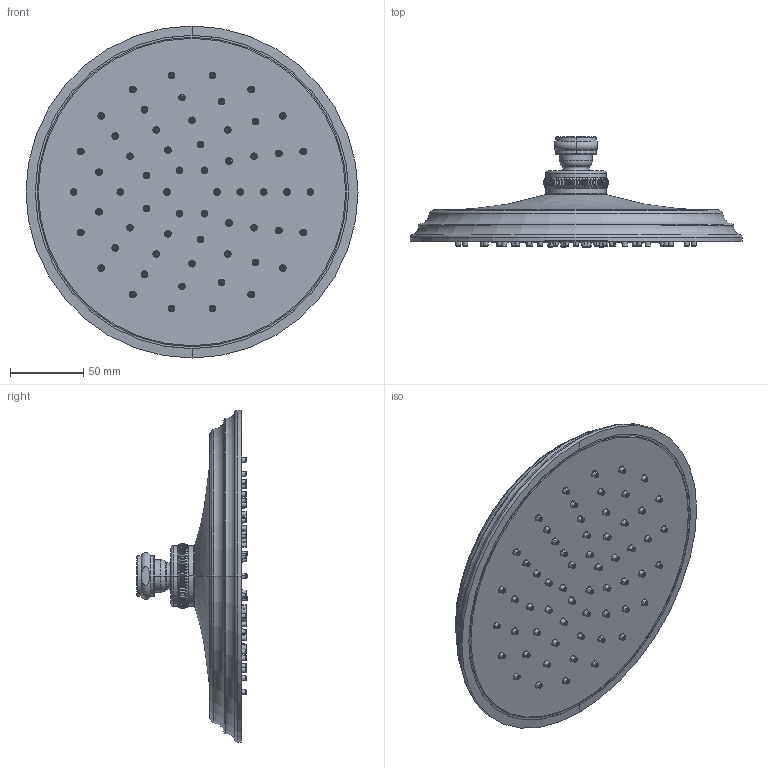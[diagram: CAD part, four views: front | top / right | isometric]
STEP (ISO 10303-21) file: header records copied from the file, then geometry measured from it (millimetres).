
FILE_DESCRIPTION((''),'2;1');
FILE_NAME('2152','2021-03-17T09:02:05',('rsmith'),(''),'CREO PARAMETRIC BY PTC INC, 2018400','CREO PARAMETRIC BY PTC INC, 2018400','');
FILE_SCHEMA(('AUTOMOTIVE_DESIGN { 1 0 10303 214 1 1 1 1 }'));
Length unit declared in the file: inch
Products named in the file (1): 2152
Bounding box: 226.57 x 75.13 x 226.57 mm (x, y, z)
Volume: 871975.7 mm3; surface area: 103567.8 mm2
Topology: 2 solids, 2 shells, 851 faces, 1702 edges, 1081 vertices
Faces by surface type: plane 321, cone 246, torus 150, cylinder 120, bspline 12, sphere 2
Entity records: 42311 total; most frequent: CARTESIAN_POINT 17040, ORIENTED_EDGE 3404, DIRECTION 2981, PRESENTATION_STYLE_ASSIGNMENT 2135, STYLED_ITEM 1824, CURVE_STYLE 1702, EDGE_CURVE 1702, AXIS2_PLACEMENT_3D 1282
